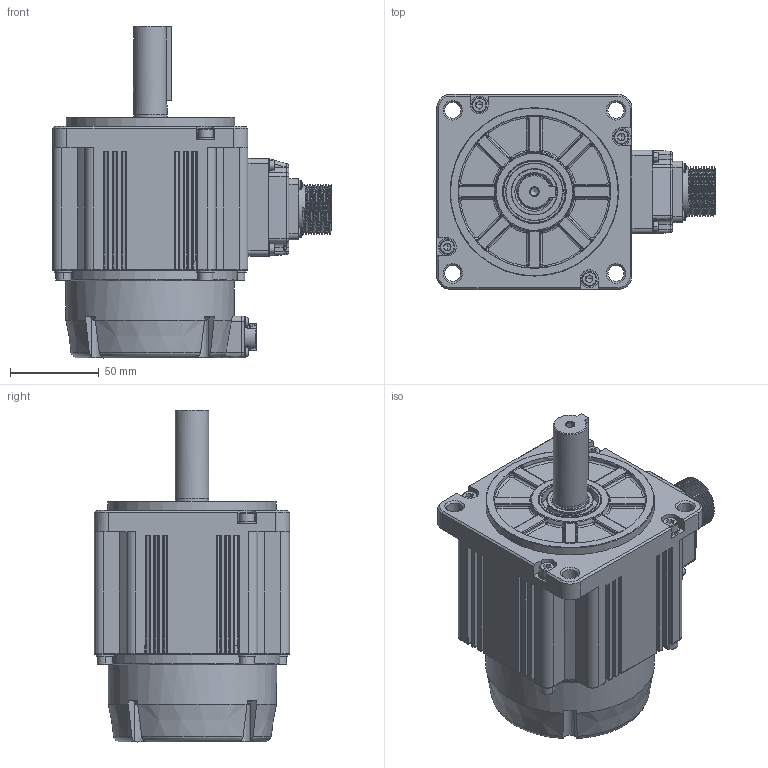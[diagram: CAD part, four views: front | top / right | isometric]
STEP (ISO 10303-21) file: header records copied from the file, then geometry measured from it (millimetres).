
FILE_DESCRIPTION( ('This file contains a STEP AP42 implementation' ,'as created by ZW3D STEP Interface translator.') ,'2;1' );
FILE_NAME( 'X6MA060E-N2LD.stp' ,'22 520.1139 5', (''), ('ZWCAD Software Co.'), 'Version 1.0', 'ZW3D to STEP translator', '' );
FILE_SCHEMA(('AUTOMOTIVE_DESIGN { 1 0 10303 214 1 1 1 1 }'));
Length unit declared in the file: millimetre
Products named in the file (1): 0
Bounding box: 156.94 x 110 x 187.05 mm (x, y, z)
Volume: 1320129.5 mm3; surface area: 105294.5 mm2
Topology: 1 solids, 1 shells, 2270 faces, 6365 edges, 3880 vertices
Faces by surface type: bspline 992, plane 878, cylinder 263, cone 85, sphere 52
Full cylindrical faces by diameter (mm): 0.8 x4, 1 x10, 2.4 x4, 3 x4, 3.4 x4, 4.5 x1, 5.5 x4, 6 x4, 6.7 x4, 9 x4, 10 x8, 11.8 x1, 15.2 x1, 18.8 x1, 19 x2, 19.8 x1, 24 x1, 24.5 x9, 26 x1, 28 x10, 32 x1, 35 x1, 86 x1, 95 x3, 98.5 x1
Entity records: 102404 total; most frequent: CARTESIAN_POINT 47188, ORIENTED_EDGE 12524, DIRECTION 9490, EDGE_CURVE 6262, VERTEX_POINT 3896, AXIS2_PLACEMENT_3D 3388, VECTOR 2714, LINE 2714
